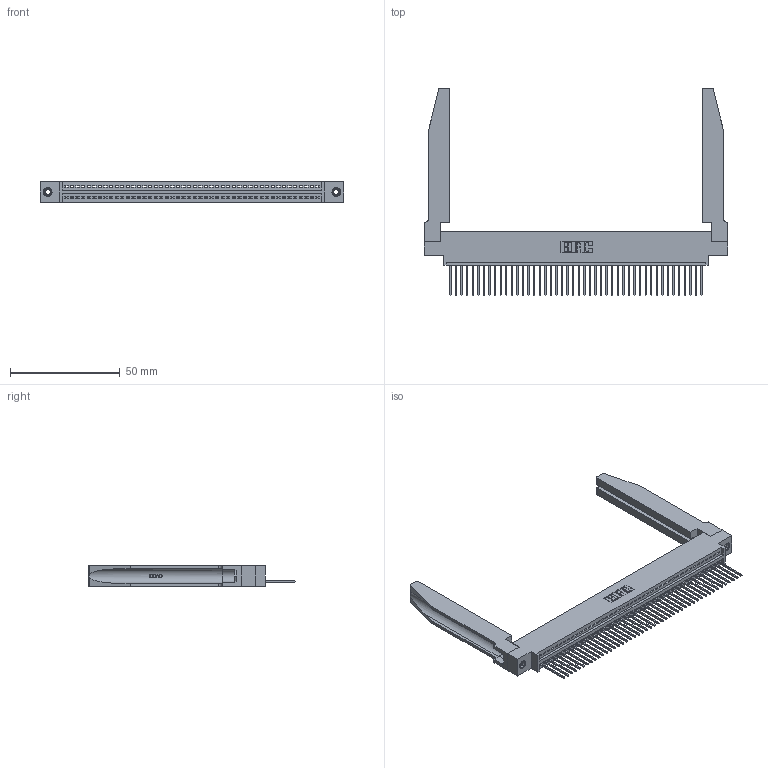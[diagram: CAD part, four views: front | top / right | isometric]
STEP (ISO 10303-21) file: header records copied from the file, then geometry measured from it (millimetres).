
FILE_DESCRIPTION (( 'STEP AP203' ), '1' );
FILE_NAME ('395-046-540-678.STEP', '2019-10-22T21:17:52', ( '' ), ( '' ), 'SwSTEP 2.0', 'SolidWorks 2016', '' );
FILE_SCHEMA (( 'CONFIG_CONTROL_DESIGN' ));
Length unit declared in the file: inch
Products named in the file (5): 345-220-078_345-220-078; 345-292-001_345-293-140; 345 Part_0.170 Offset - 0.156 Dia-TH; 345-250-001_345-250-001-102; 395-046-540-678
Assembly tree (51 placements, depth 2):
  395-046-540-678
    345 Part_0.170 Offset - 0.156 Dia-TH
    345-292-001_345-293-140  x46
    345-250-001_345-250-001-102  x2
    345-220-078_345-220-078  x2
Bounding box: 138.07 x 94.41 x 9.4 mm (x, y, z)
Volume: 20866.6 mm3; surface area: 24878.3 mm2
Topology: 51 solids, 51 shells, 3032 faces, 9057 edges, 5966 vertices
Faces by surface type: plane 2066, cylinder 914, bspline 36, cone 12, torus 4
Entity records: 38972 total; most frequent: CARTESIAN_POINT 7649, ORIENTED_EDGE 6526, DIRECTION 5681, EDGE_CURVE 3263, VECTOR 2853, LINE 2853, VERTEX_POINT 2168, AXIS2_PLACEMENT_3D 1414
